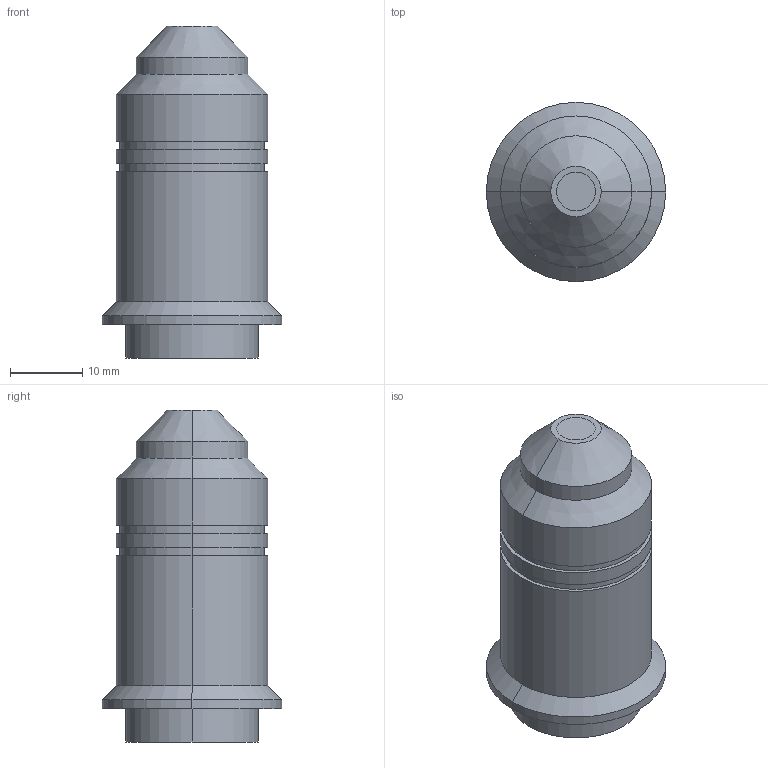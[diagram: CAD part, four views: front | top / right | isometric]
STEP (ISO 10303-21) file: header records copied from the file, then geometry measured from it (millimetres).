
FILE_DESCRIPTION (( 'STEP AP203' ), '1' );
FILE_NAME ('Web Model 34555_34556.step', '2018-03-15T12:34:42', ( '' ), ( '' ), 'SwSTEP 2.0', 'SolidWorks 2016', '' );
FILE_SCHEMA (( 'CONFIG_CONTROL_DESIGN' ));
Length unit declared in the file: millimetre
Products named in the file (1): Web Model 34555_34556
Bounding box: 24.89 x 24.89 x 46.1 mm (x, y, z)
Volume: 14050.6 mm3; surface area: 3703.7 mm2
Topology: 1 solids, 1 shells, 35 faces, 68 edges, 42 vertices
Faces by surface type: cylinder 20, plane 9, cone 6
Entity records: 981 total; most frequent: DIRECTION 182, CARTESIAN_POINT 146, ORIENTED_EDGE 136, AXIS2_PLACEMENT_3D 78, EDGE_CURVE 68, EDGE_LOOP 42, VERTEX_POINT 42, CIRCLE 42
